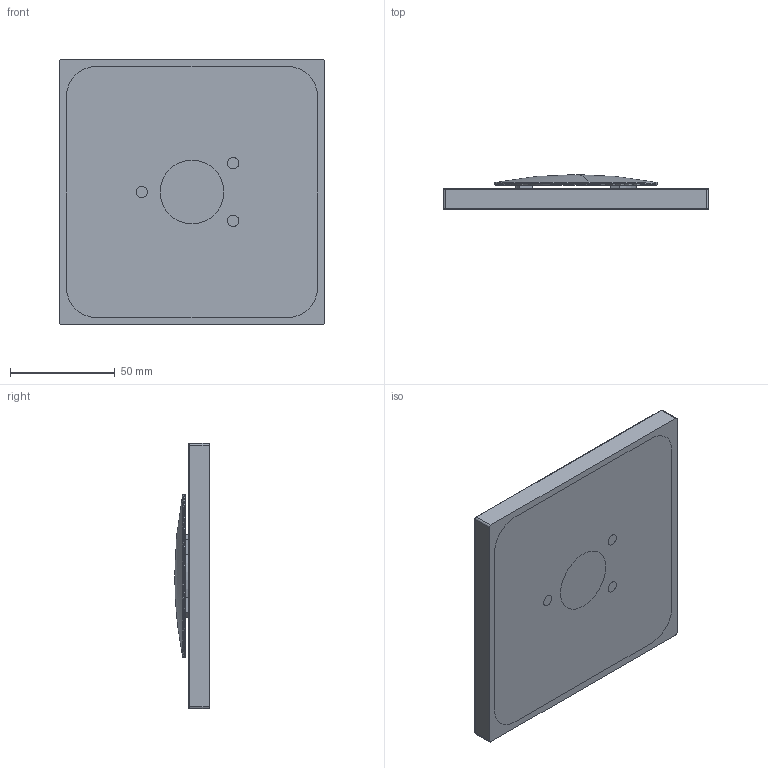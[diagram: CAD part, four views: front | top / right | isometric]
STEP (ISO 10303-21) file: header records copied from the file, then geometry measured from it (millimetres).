
FILE_DESCRIPTION(/* description */ ('AP214 STEP file'),/* implementation_level */ '2;1');
FILE_NAME(/* name */ '403427140_out.stp',/* time_stamp */ '2023-02-17T09:39:47+01:00',/* author */ (''),/* organization */ (''),/* preprocessor_version */ 'ST-DEVELOPER v18.1',/* originating_system */ 'Elysium Co. Ltd. STEP Translator v8.3.0.0',/* authorisation */ '');
FILE_SCHEMA (('AUTOMOTIVE_DESIGN { 1 0 10303 214 3 1 1 }'));
Length unit declared in the file: millimetre
Products named in the file (1): 403427140_extract
Bounding box: 127 x 16.54 x 127 mm (x, y, z)
Volume: 176935.2 mm3; surface area: 46212.5 mm2
Topology: 1 solids, 1 shells, 40 faces, 102 edges, 69 vertices
Faces by surface type: plane 18, cylinder 12, torus 7, sphere 2, bspline 1
Entity records: 1647 total; most frequent: CARTESIAN_POINT 441, ORIENTED_EDGE 200, EDGE_CURVE 100, AXIS2_PLACEMENT_3D 81, STYLED_ITEM 80, VERTEX_POINT 69, EDGE_LOOP 49, VECTOR 45
